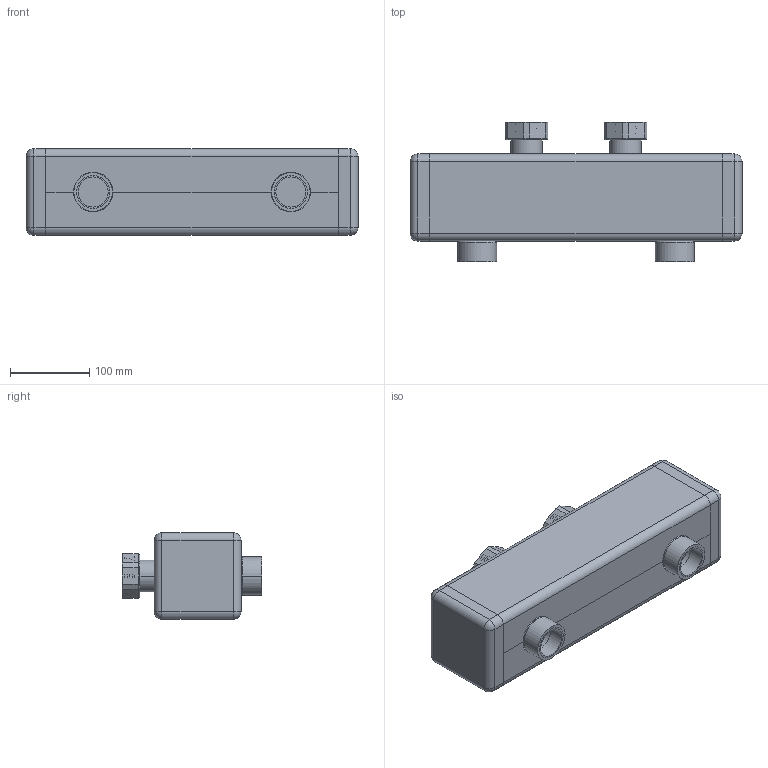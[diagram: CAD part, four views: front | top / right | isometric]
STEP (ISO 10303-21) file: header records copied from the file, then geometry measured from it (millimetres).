
FILE_DESCRIPTION((''),'2;1');
FILE_NAME('08_007_099_ASM','2017-10-26T',('Uros.Kriznik'),('Audax d.o.o.'),'CREO PARAMETRIC BY PTC INC, 2017020','CREO PARAMETRIC BY PTC INC, 2017020','');
FILE_SCHEMA(('CONFIG_CONTROL_DESIGN'));
Length unit declared in the file: millimetre
Products named in the file (13): 08_007_001; 08_007_003; 08_006_004; 08_006_003; 08_006_005; 08_001_006; 08_007_010; 08_001_024; 08_001_018; BIAL_5IZOLKRETNICAEPP60; BIAL_5IZOLKONCNAEPP60; BIAL_5IZOLKONCNAEPP60_LUKNJA; 08_007_099_ASM
Assembly tree (18 placements, depth 2):
  08_007_099_ASM
    08_007_001
    08_007_003  x2
    08_006_004
    08_006_003
    08_006_005
    08_001_006  x2
    08_007_010  x2
    08_001_024  x2
    08_001_018  x2
    BIAL_5IZOLKRETNICAEPP60  x2
    BIAL_5IZOLKONCNAEPP60
    BIAL_5IZOLKONCNAEPP60_LUKNJA
Bounding box: 420 x 176 x 110 mm (x, y, z)
Volume: 3784413.7 mm3; surface area: 680363.2 mm2
Topology: 18 solids, 25 shells, 539 faces, 1434 edges, 944 vertices
Faces by surface type: plane 285, cylinder 222, cone 14, bspline 10, sphere 8
Entity records: 15625 total; most frequent: CARTESIAN_POINT 6793, DIRECTION 1826, ORIENTED_EDGE 1746, EDGE_CURVE 881, AXIS2_PLACEMENT_3D 644, VERTEX_POINT 579, VECTOR 538, LINE 538
